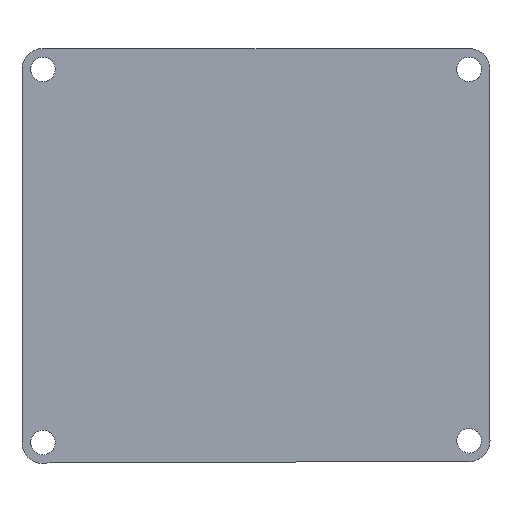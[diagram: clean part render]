
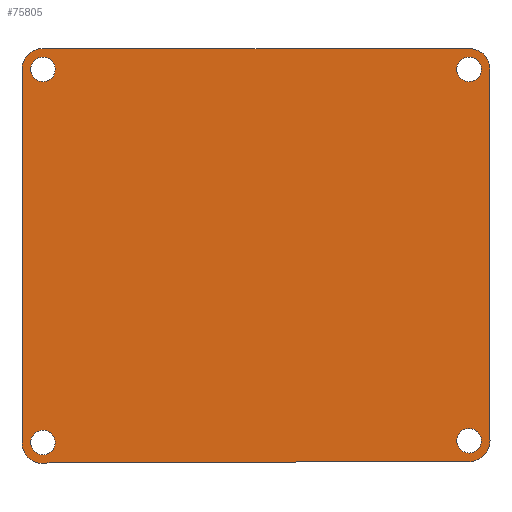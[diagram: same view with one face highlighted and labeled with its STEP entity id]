
A CAD part, left-side view. The second image highlights one B-rep face of the part: STEP entity #75805.
In plain terms, the highlighted free-form (B-spline) face has degree [1, 1] with [2, 2] control points.
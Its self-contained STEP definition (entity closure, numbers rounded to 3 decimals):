
#75336 = VERTEX_POINT('',#75337);
#75337 = CARTESIAN_POINT('',(0.,-24.428,23.789));
#75342 = EDGE_CURVE('',#75336,#75336,#75343,.T.);
#75343 = ( BOUNDED_CURVE() B_SPLINE_CURVE(2,(#75344,#75345,#75346,#75347
    ,#75348,#75349,#75350),.UNSPECIFIED.,.T.,.F.) 
B_SPLINE_CURVE_WITH_KNOTS((3,2,2,3),(3.762,5.856,
7.95,10.045),.PIECEWISE_BEZIER_KNOTS.) CURVE() 
GEOMETRIC_REPRESENTATION_ITEM() RATIONAL_B_SPLINE_CURVE((1.,0.5,1.,0.5,
1.,0.5,1.)) REPRESENTATION_ITEM('') );
#75344 = CARTESIAN_POINT('',(0.,-24.428,23.789));
#75345 = CARTESIAN_POINT('',(0.,-24.428,21.355));
#75346 = CARTESIAN_POINT('',(0.,-26.536,22.572));
#75347 = CARTESIAN_POINT('',(0.,-28.645,23.789));
#75348 = CARTESIAN_POINT('',(0.,-26.536,25.006));
#75349 = CARTESIAN_POINT('',(0.,-24.428,26.224));
#75350 = CARTESIAN_POINT('',(0.,-24.428,23.789));
#75388 = VERTEX_POINT('',#75389);
#75389 = CARTESIAN_POINT('',(0.,24.298,23.789));
#75394 = EDGE_CURVE('',#75388,#75388,#75395,.T.);
#75395 = ( BOUNDED_CURVE() B_SPLINE_CURVE(2,(#75396,#75397,#75398,#75399
    ,#75400,#75401,#75402),.UNSPECIFIED.,.T.,.F.) 
B_SPLINE_CURVE_WITH_KNOTS((3,2,2,3),(3.762,5.856,
7.95,10.045),.PIECEWISE_BEZIER_KNOTS.) CURVE() 
GEOMETRIC_REPRESENTATION_ITEM() RATIONAL_B_SPLINE_CURVE((1.,0.5,1.,0.5,
1.,0.5,1.)) REPRESENTATION_ITEM('') );
#75396 = CARTESIAN_POINT('',(0.,24.298,23.789));
#75397 = CARTESIAN_POINT('',(0.,24.298,21.355));
#75398 = CARTESIAN_POINT('',(0.,22.189,22.572));
#75399 = CARTESIAN_POINT('',(0.,20.081,23.789));
#75400 = CARTESIAN_POINT('',(0.,22.189,25.006));
#75401 = CARTESIAN_POINT('',(0.,24.298,26.224));
#75402 = CARTESIAN_POINT('',(0.,24.298,23.789));
#75440 = VERTEX_POINT('',#75441);
#75441 = CARTESIAN_POINT('',(0.,-24.428,-18.658));
#75446 = EDGE_CURVE('',#75440,#75440,#75447,.T.);
#75447 = ( BOUNDED_CURVE() B_SPLINE_CURVE(2,(#75448,#75449,#75450,#75451
    ,#75452,#75453,#75454),.UNSPECIFIED.,.T.,.F.) 
B_SPLINE_CURVE_WITH_KNOTS((3,2,2,3),(3.762,5.856,
7.95,10.045),.PIECEWISE_BEZIER_KNOTS.) CURVE() 
GEOMETRIC_REPRESENTATION_ITEM() RATIONAL_B_SPLINE_CURVE((1.,0.5,1.,0.5,
1.,0.5,1.)) REPRESENTATION_ITEM('') );
#75448 = CARTESIAN_POINT('',(0.,-24.428,-18.658));
#75449 = CARTESIAN_POINT('',(0.,-24.428,-21.093));
#75450 = CARTESIAN_POINT('',(0.,-26.536,-19.876));
#75451 = CARTESIAN_POINT('',(0.,-28.645,-18.658));
#75452 = CARTESIAN_POINT('',(0.,-26.536,-17.441));
#75453 = CARTESIAN_POINT('',(0.,-24.428,-16.224));
#75454 = CARTESIAN_POINT('',(0.,-24.428,-18.658));
#75492 = VERTEX_POINT('',#75493);
#75493 = CARTESIAN_POINT('',(0.,24.298,-18.871));
#75498 = EDGE_CURVE('',#75492,#75492,#75499,.T.);
#75499 = ( BOUNDED_CURVE() B_SPLINE_CURVE(2,(#75500,#75501,#75502,#75503
    ,#75504,#75505,#75506),.UNSPECIFIED.,.T.,.F.) 
B_SPLINE_CURVE_WITH_KNOTS((3,2,2,3),(3.762,5.856,
7.95,10.045),.PIECEWISE_BEZIER_KNOTS.) CURVE() 
GEOMETRIC_REPRESENTATION_ITEM() RATIONAL_B_SPLINE_CURVE((1.,0.5,1.,0.5,
1.,0.5,1.)) REPRESENTATION_ITEM('') );
#75500 = CARTESIAN_POINT('',(0.,24.298,-18.871));
#75501 = CARTESIAN_POINT('',(0.,24.298,-21.306));
#75502 = CARTESIAN_POINT('',(0.,22.189,-20.088));
#75503 = CARTESIAN_POINT('',(0.,20.081,-18.871));
#75504 = CARTESIAN_POINT('',(0.,22.189,-17.654));
#75505 = CARTESIAN_POINT('',(0.,24.298,-16.437));
#75506 = CARTESIAN_POINT('',(0.,24.298,-18.871));
#75541 = EDGE_CURVE('',#75542,#75544,#75546,.T.);
#75542 = VERTEX_POINT('',#75543);
#75543 = CARTESIAN_POINT('',(0.,-25.833,26.178));
#75544 = VERTEX_POINT('',#75545);
#75545 = CARTESIAN_POINT('',(0.,22.892,26.178));
#75546 = B_SPLINE_CURVE_WITH_KNOTS('',1,(#75547,#75548),.UNSPECIFIED.,
  .F.,.F.,(2,2),(0.,52.),.PIECEWISE_BEZIER_KNOTS.);
#75547 = CARTESIAN_POINT('',(0.,-25.833,26.178));
#75548 = CARTESIAN_POINT('',(0.,22.892,26.178));
#75577 = EDGE_CURVE('',#75578,#75544,#75580,.T.);
#75578 = VERTEX_POINT('',#75579);
#75579 = CARTESIAN_POINT('',(0.,25.281,23.789));
#75580 = ( BOUNDED_CURVE() B_SPLINE_CURVE(2,(#75581,#75582,#75583),
.UNSPECIFIED.,.F.,.F.) B_SPLINE_CURVE_WITH_KNOTS((3,3),(4.712,
6.283),.PIECEWISE_BEZIER_KNOTS.) CURVE() 
GEOMETRIC_REPRESENTATION_ITEM() RATIONAL_B_SPLINE_CURVE((1.,
0.707,1.)) REPRESENTATION_ITEM('') );
#75581 = CARTESIAN_POINT('',(0.,25.281,23.789));
#75582 = CARTESIAN_POINT('',(0.,25.281,26.178));
#75583 = CARTESIAN_POINT('',(0.,22.892,26.178));
#75609 = EDGE_CURVE('',#75578,#75610,#75612,.T.);
#75610 = VERTEX_POINT('',#75611);
#75611 = CARTESIAN_POINT('',(0.,25.281,-18.879));
#75612 = B_SPLINE_CURVE_WITH_KNOTS('',1,(#75613,#75614),.UNSPECIFIED.,
  .F.,.F.,(2,2),(0.,45.536),.PIECEWISE_BEZIER_KNOTS.);
#75613 = CARTESIAN_POINT('',(0.,25.281,23.789));
#75614 = CARTESIAN_POINT('',(0.,25.281,-18.879));
#75637 = EDGE_CURVE('',#75638,#75610,#75640,.T.);
#75638 = VERTEX_POINT('',#75639);
#75639 = CARTESIAN_POINT('',(0.,22.189,-21.155));
#75640 = ( BOUNDED_CURVE() B_SPLINE_CURVE(2,(#75641,#75642,#75643),
.UNSPECIFIED.,.F.,.F.) B_SPLINE_CURVE_WITH_KNOTS((3,3),(4.417,
6.283),.PIECEWISE_BEZIER_KNOTS.) CURVE() 
GEOMETRIC_REPRESENTATION_ITEM() RATIONAL_B_SPLINE_CURVE((1.,
0.595,1.)) REPRESENTATION_ITEM('') );
#75641 = CARTESIAN_POINT('',(0.,22.189,-21.155));
#75642 = CARTESIAN_POINT('',(0.,25.27,-22.103));
#75643 = CARTESIAN_POINT('',(0.,25.281,-18.879));
#75669 = EDGE_CURVE('',#75670,#75638,#75672,.T.);
#75670 = VERTEX_POINT('',#75671);
#75671 = CARTESIAN_POINT('',(0.,-25.835,-21.048));
#75672 = B_SPLINE_CURVE_WITH_KNOTS('',1,(#75673,#75674),.UNSPECIFIED.,
  .F.,.F.,(2,2),(0.,51.252),
  .PIECEWISE_BEZIER_KNOTS.);
#75673 = CARTESIAN_POINT('',(0.,-25.835,-21.048));
#75674 = CARTESIAN_POINT('',(0.,22.189,-21.155));
#75697 = EDGE_CURVE('',#75698,#75670,#75700,.T.);
#75698 = VERTEX_POINT('',#75699);
#75699 = CARTESIAN_POINT('',(0.,-28.223,-18.658));
#75700 = ( BOUNDED_CURVE() B_SPLINE_CURVE(2,(#75701,#75702,#75703),
.UNSPECIFIED.,.F.,.F.) B_SPLINE_CURVE_WITH_KNOTS((3,3),(4.713,
6.283),.PIECEWISE_BEZIER_KNOTS.) CURVE() 
GEOMETRIC_REPRESENTATION_ITEM() RATIONAL_B_SPLINE_CURVE((1.,
0.707,1.)) REPRESENTATION_ITEM('') );
#75701 = CARTESIAN_POINT('',(0.,-28.223,-18.658));
#75702 = CARTESIAN_POINT('',(0.,-28.223,-21.046));
#75703 = CARTESIAN_POINT('',(0.,-25.835,-21.048));
#75729 = EDGE_CURVE('',#75730,#75698,#75732,.T.);
#75730 = VERTEX_POINT('',#75731);
#75731 = CARTESIAN_POINT('',(0.,-28.223,23.789));
#75732 = B_SPLINE_CURVE_WITH_KNOTS('',1,(#75733,#75734),.UNSPECIFIED.,
  .F.,.F.,(2,2),(0.,45.3),.PIECEWISE_BEZIER_KNOTS.);
#75733 = CARTESIAN_POINT('',(0.,-28.223,23.789));
#75734 = CARTESIAN_POINT('',(0.,-28.223,-18.658));
#75757 = EDGE_CURVE('',#75542,#75730,#75758,.T.);
#75758 = ( BOUNDED_CURVE() B_SPLINE_CURVE(2,(#75759,#75760,#75761),
.UNSPECIFIED.,.F.,.F.) B_SPLINE_CURVE_WITH_KNOTS((3,3),(4.712,
6.283),.PIECEWISE_BEZIER_KNOTS.) CURVE() 
GEOMETRIC_REPRESENTATION_ITEM() RATIONAL_B_SPLINE_CURVE((1.,
0.707,1.)) REPRESENTATION_ITEM('') );
#75759 = CARTESIAN_POINT('',(0.,-25.833,26.178));
#75760 = CARTESIAN_POINT('',(0.,-28.223,26.178));
#75761 = CARTESIAN_POINT('',(0.,-28.223,23.789));
#75805 = ADVANCED_FACE('',(#75806,#75816,#75819,#75822,#75825),#75828,
  .T.);
#75806 = FACE_BOUND('',#75807,.T.);
#75807 = EDGE_LOOP('',(#75808,#75809,#75810,#75811,#75812,#75813,#75814,
    #75815));
#75808 = ORIENTED_EDGE('',*,*,#75757,.F.);
#75809 = ORIENTED_EDGE('',*,*,#75541,.T.);
#75810 = ORIENTED_EDGE('',*,*,#75577,.F.);
#75811 = ORIENTED_EDGE('',*,*,#75609,.T.);
#75812 = ORIENTED_EDGE('',*,*,#75637,.F.);
#75813 = ORIENTED_EDGE('',*,*,#75669,.F.);
#75814 = ORIENTED_EDGE('',*,*,#75697,.F.);
#75815 = ORIENTED_EDGE('',*,*,#75729,.F.);
#75816 = FACE_BOUND('',#75817,.T.);
#75817 = EDGE_LOOP('',(#75818));
#75818 = ORIENTED_EDGE('',*,*,#75498,.F.);
#75819 = FACE_BOUND('',#75820,.T.);
#75820 = EDGE_LOOP('',(#75821));
#75821 = ORIENTED_EDGE('',*,*,#75446,.F.);
#75822 = FACE_BOUND('',#75823,.T.);
#75823 = EDGE_LOOP('',(#75824));
#75824 = ORIENTED_EDGE('',*,*,#75394,.F.);
#75825 = FACE_BOUND('',#75826,.T.);
#75826 = EDGE_LOOP('',(#75827));
#75827 = ORIENTED_EDGE('',*,*,#75342,.F.);
#75828 = B_SPLINE_SURFACE_WITH_KNOTS('',1,1,(
    (#75829,#75830)
    ,(#75831,#75832
    )),.UNSPECIFIED.,.F.,.F.,.F.,(2,2),(2,2),(0.275,
    50.902),(-28.55,28.55),
  .PIECEWISE_BEZIER_KNOTS.);
#75829 = CARTESIAN_POINT('',(0.,-28.223,-21.26));
#75830 = CARTESIAN_POINT('',(0.,25.281,-21.26));
#75831 = CARTESIAN_POINT('',(0.,-28.223,26.178));
#75832 = CARTESIAN_POINT('',(0.,25.281,26.178));
